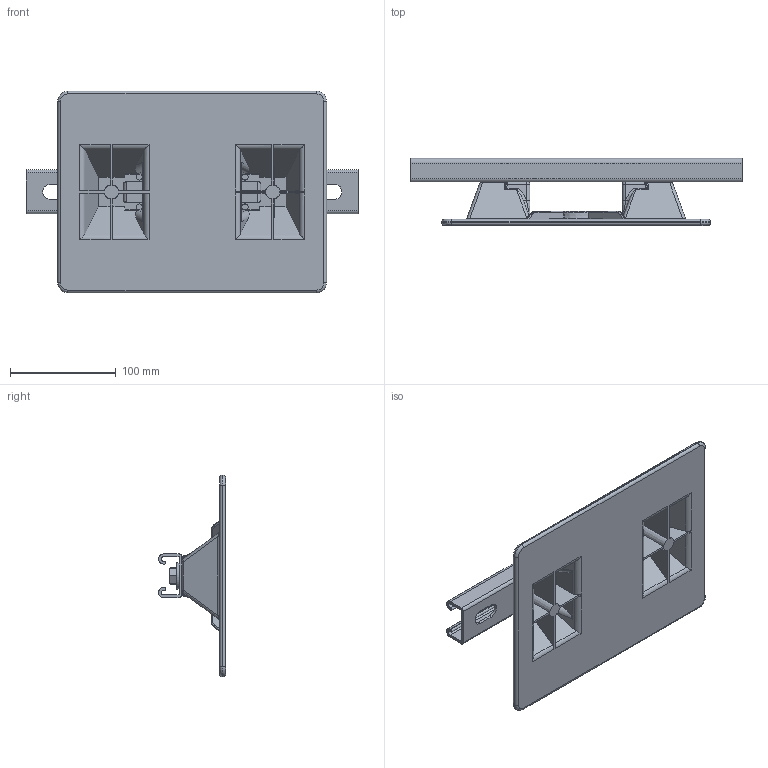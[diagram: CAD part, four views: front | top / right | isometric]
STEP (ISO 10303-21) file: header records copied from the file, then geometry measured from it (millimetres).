
FILE_DESCRIPTION((''),'2;1');
FILE_NAME('2.5-CS-2.stp','2012-11-21T10:03:36',('rdavis'),(''),'Autodesk Inventor 2013','Autodesk Inventor 2013','');
FILE_SCHEMA(('AUTOMOTIVE_DESIGN { 1 0 10303 214 1 1 1 1 }'));
Length unit declared in the file: inch
Products named in the file (5): 2; hex bolt_ai 1 inch long_HBOLT 0.3750-16x1.5x1; Flat Washer Type A Wide_AI_FW 0; 7.5x10 No Logo; P-3300 strut 12 inch
Assembly tree (6 placements, depth 2):
  2
    hex bolt_ai 1 inch long_HBOLT 0.3750-16x1.5x1  x2
    Flat Washer Type A Wide_AI_FW 0  x2
    7.5x10 No Logo
    P-3300 strut 12 inch
Bounding box: 313.75 x 63.5 x 190.5 mm (x, y, z)
Volume: 381226.5 mm3; surface area: 204637.4 mm2
Topology: 6 solids, 6 shells, 1606 faces, 4274 edges, 2756 vertices
Faces by surface type: plane 904, bspline 442, cylinder 199, torus 29, cone 28, sphere 4
Full cylindrical faces by diameter (mm): 9.525 x2, 11.125 x2, 12.7 x1, 25.4 x2
Entity records: 67235 total; most frequent: CARTESIAN_POINT 30217, ORIENTED_EDGE 8388, DIRECTION 6198, EDGE_CURVE 4194, VECTOR 2790, LINE 2790, VERTEX_POINT 2723, EDGE_LOOP 1721
